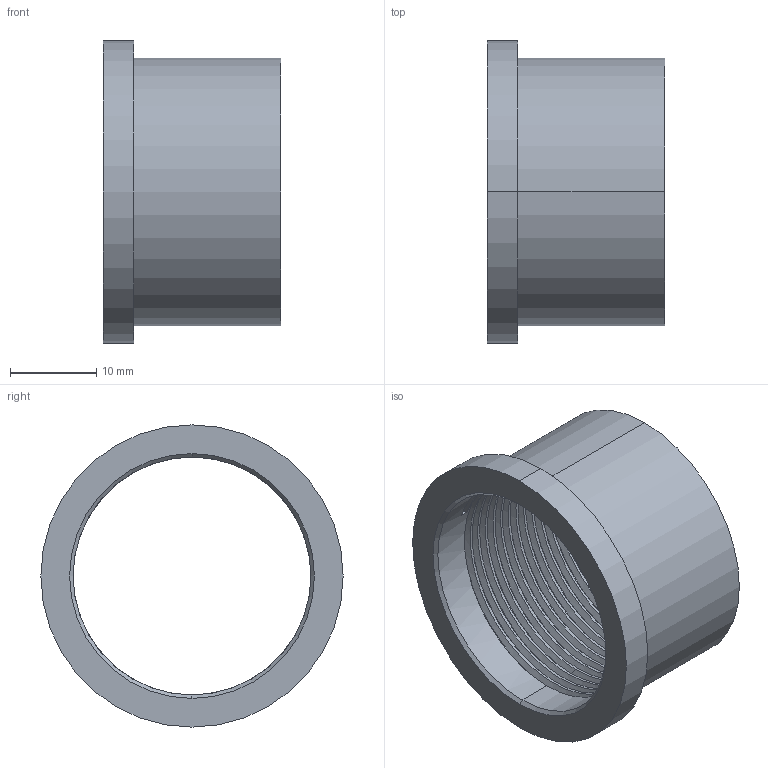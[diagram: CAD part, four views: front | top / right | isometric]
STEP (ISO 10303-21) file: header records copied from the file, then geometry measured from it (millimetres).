
FILE_DESCRIPTION (( 'STEP AP203' ), '1' );
FILE_NAME ('3D-LR-131-E_3-4_17106340.STEP', '2024-09-02T15:30:37', ( '' ), ( '' ), 'SwSTEP 2.0', 'SolidWorks 2024', '' );
FILE_SCHEMA (( 'CONFIG_CONTROL_DESIGN' ));
Length unit declared in the file: millimetre
Products named in the file (1): 3D-LR-131-E_3-4_17106340
Bounding box: 20.5 x 35 x 35 mm (x, y, z)
Volume: 3551.5 mm3; surface area: 5444.2 mm2
Topology: 1 solids, 1 shells, 41 faces, 113 edges, 75 vertices
Faces by surface type: cylinder 32, plane 4, bspline 3, cone 2
Entity records: 4230 total; most frequent: CARTESIAN_POINT 3265, ORIENTED_EDGE 226, DIRECTION 137, EDGE_CURVE 113, VERTEX_POINT 75, AXIS2_PLACEMENT_3D 51, EDGE_LOOP 44, FACE_OUTER_BOUND 41
